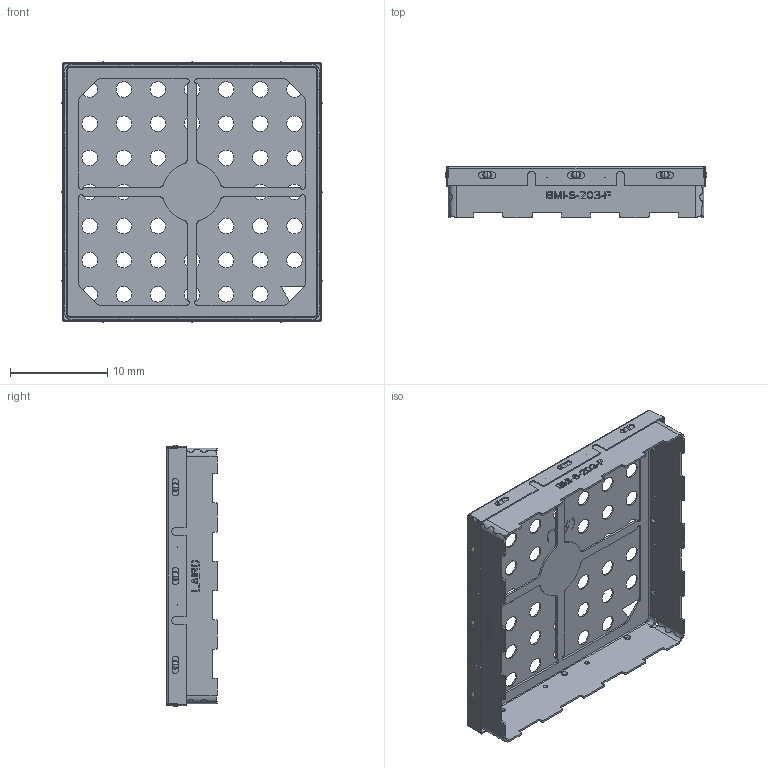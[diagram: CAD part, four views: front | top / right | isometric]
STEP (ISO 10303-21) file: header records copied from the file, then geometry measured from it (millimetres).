
FILE_DESCRIPTION((''),'2;1');
FILE_NAME('BMIS-203_ASM','2020-06-25T10:39:35',('Tim.Wrona'),('LAIRD'),'CREO PARAMETRIC BY PTC INC, 2018020','CREO PARAMETRIC BY PTC INC, 2018020','');
FILE_SCHEMA(('AUTOMOTIVE_DESIGN { 1 0 10303 214 1 1 1 1 }'));
Products named in the file (3): BMI-S-203-F; BMIS-203-C; BMIS-203_ASM
Assembly tree (2 placements, depth 2):
  BMIS-203_ASM
    BMI-S-203-F
    BMIS-203-C
Bounding box: 26.82 x 5.21 x 26.82 mm (x, y, z)
Volume: 239.6 mm3; surface area: 3083.3 mm2
Topology: 2 solids, 2 shells, 1747 faces, 4896 edges, 3160 vertices
Faces by surface type: plane 1205, cylinder 266, bspline 140, sphere 80, cone 48, torus 8
Entity records: 73051 total; most frequent: CARTESIAN_POINT 15492, ORIENTED_EDGE 9632, DIRECTION 8511, EDGE_CURVE 4816, PRESENTATION_STYLE_ASSIGNMENT 3994, STYLED_ITEM 3994, CURVE_STYLE 3993, VECTOR 3796
